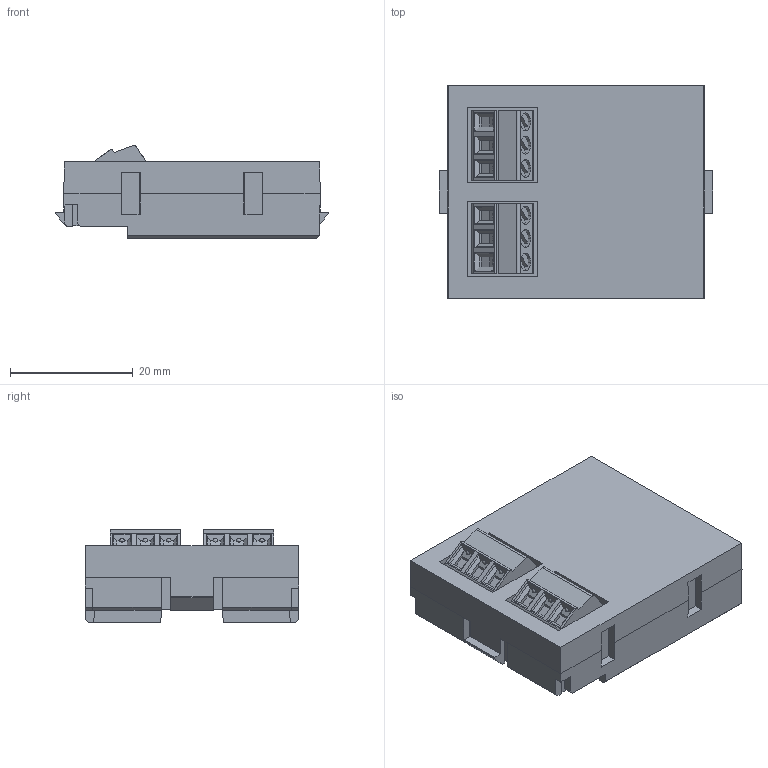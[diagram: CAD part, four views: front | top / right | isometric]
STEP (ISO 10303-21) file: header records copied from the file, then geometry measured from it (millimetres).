
FILE_DESCRIPTION (( 'STEP AP214' ), '1' );
FILE_NAME ('FC6A-[PC$][PJ2$][PK$].STEP', '2020-10-02T06:12:01', ( 'IDEC' ), ( 'IDEC' ), 'SwSTEP 2.0', 'SolidWorks 2019', '' );
FILE_SCHEMA (( 'AUTOMOTIVE_DESIGN' ));
Length unit declared in the file: millimetre
Products named in the file (1): FC6A-[PC$][PJ2$][PK$]
Bounding box: 44.6 x 34.8 x 15.15 mm (x, y, z)
Volume: 15324.3 mm3; surface area: 5812.4 mm2
Topology: 1 solids, 1 shells, 260 faces, 672 edges, 436 vertices
Faces by surface type: plane 210, cylinder 44, bspline 6
Entity records: 8442 total; most frequent: CARTESIAN_POINT 1639, ORIENTED_EDGE 1344, DIRECTION 1234, EDGE_CURVE 672, LINE 548, VECTOR 548, VERTEX_POINT 436, AXIS2_PLACEMENT_3D 343
